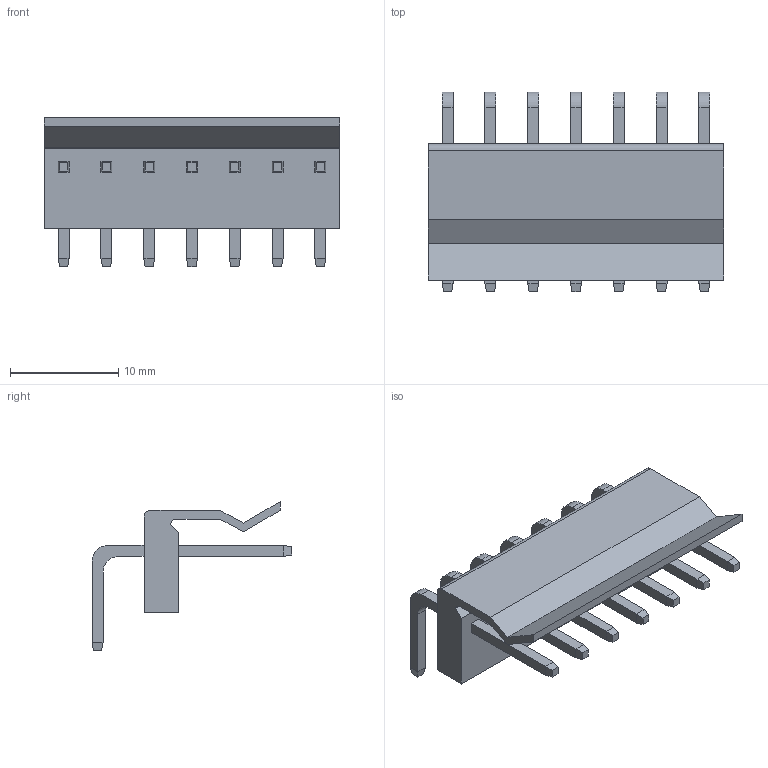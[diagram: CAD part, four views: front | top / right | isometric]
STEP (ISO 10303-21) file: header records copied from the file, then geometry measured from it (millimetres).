
FILE_DESCRIPTION(/* description */ ('Unknown'),/* implementation_level */ '2;1');
FILE_NAME(/* name */ 'JST - CH - Thru (R) - 7Pin - 3.96mm',/* time_stamp */ '2018-11-29T09:23:45-05:00',/* author */ ('Unknown'),/* organization */ ('Unknown'),/* preprocessor_version */ 'ST-DEVELOPER v16.7',/* originating_system */ 'DEX',/* authorisation */ $);
FILE_SCHEMA (('AUTOMOTIVE_DESIGN {1 0 10303 214 3 1 1}'));
Length unit declared in the file: millimetre
Products named in the file (1): JST - CH - Thru (R) - 7Pin - 3.96mm
Bounding box: 27.32 x 18.5 x 13.79 mm (x, y, z)
Volume: 1183.1 mm3; surface area: 2034.4 mm2
Topology: 1 solids, 21 shells, 377 faces, 886 edges, 572 vertices
Faces by surface type: plane 307, bspline 54, cylinder 16
Entity records: 14726 total; most frequent: CARTESIAN_POINT 4212, ORIENTED_EDGE 1764, DIRECTION 1240, EDGE_CURVE 882, VERTEX_POINT 572, LINE 528, VECTOR 528, EDGE_LOOP 414
